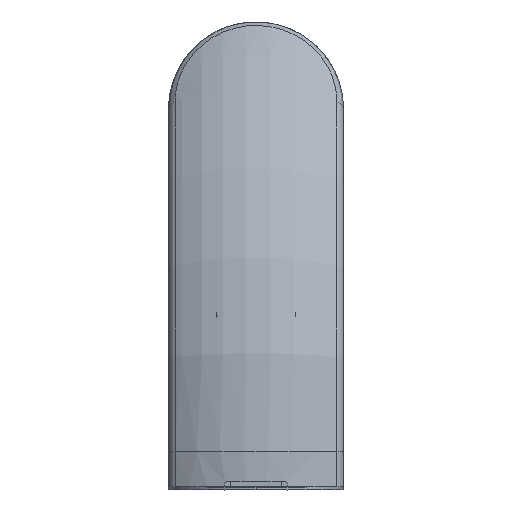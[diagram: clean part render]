
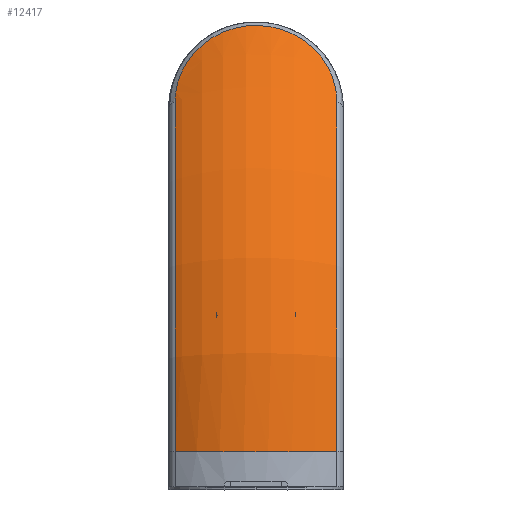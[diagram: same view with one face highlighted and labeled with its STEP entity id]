
A CAD part, top view. The second image highlights one B-rep face of the part: STEP entity #12417.
In plain terms, the highlighted toroidal (fillet/blend) face has major radius 59.774 mm and minor radius 21.982 mm.
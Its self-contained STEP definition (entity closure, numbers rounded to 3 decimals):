
#89 = ORIENTED_EDGE ( 'NONE', *, *, #5014, .T. ) ;
#127 = CARTESIAN_POINT ( 'NONE',  ( 4.998, 10.909, -27.916 ) ) ;
#177 = EDGE_CURVE ( 'NONE', #1636, #5780, #7358, .T. ) ;
#201 = CARTESIAN_POINT ( 'NONE',  ( 11.073, 4.227, -31.179 ) ) ;
#221 = CARTESIAN_POINT ( 'NONE',  ( 11.551, -48.923, -51.521 ) ) ;
#355 = CARTESIAN_POINT ( 'NONE',  ( 7.924, 9.02, -28.621 ) ) ;
#524 = EDGE_CURVE ( 'NONE', #11521, #15149, #2808, .T. ) ;
#528 = CARTESIAN_POINT ( 'NONE',  ( 11.551, 1.084, -33.524 ) ) ;
#1014 = CARTESIAN_POINT ( 'NONE',  ( -8.975, 7.949, -29.095 ) ) ;
#1189 = DIRECTION ( 'NONE',  ( 0., 1., 0. ) ) ;
#1256 = CARTESIAN_POINT ( 'NONE',  ( -3.128, 11.604, -27.691 ) ) ;
#1575 = CARTESIAN_POINT ( 'NONE',  ( 10.221, 6.133, -30.029 ) ) ;
#1636 = VERTEX_POINT ( 'NONE', #12171 ) ;
#1774 = DIRECTION ( 'NONE',  ( -1., 0., 0. ) ) ;
#1974 = ORIENTED_EDGE ( 'NONE', *, *, #13020, .T. ) ;
#2391 = CARTESIAN_POINT ( 'NONE',  ( -6.354, 10.176, -28.173 ) ) ;
#2561 = CARTESIAN_POINT ( 'NONE',  ( -0.379, 11.991, -27.575 ) ) ;
#2641 = CARTESIAN_POINT ( 'NONE',  ( 1.99, 11.831, -27.622 ) ) ;
#2808 = CIRCLE ( 'NONE', #16081, 78.476 ) ;
#3032 = CARTESIAN_POINT ( 'NONE',  ( 9.435, 7.343, -29.392 ) ) ;
#3419 = B_SPLINE_CURVE_WITH_KNOTS ( 'NONE', 3,
 ( #14701, #6132, #13639, #13470, #5966, #4998, #7272, #12256, #11028, #16007, #4839, #9793, #1014, #14864, #7519, #14779, #6214, #2391, #11111, #9962, #7349, #7438, #1256, #14951, #3784, #4922, #2561, #12503, #6290, #3862, #2641, #11272, #8826, #127, #10049, #15024, #13800, #8985, #355, #4180, #11350, #3032, #9148, #12581, #1575, #14119, #15184, #201, #9229, #13874, #7833, #528 ),
 .UNSPECIFIED., .F., .F.,
 ( 4, 2, 2, 2, 2, 2, 2, 2, 2, 2, 2, 2, 2, 2, 2, 2, 2, 2, 2, 2, 2, 2, 2, 2, 2, 4 ),
 ( 0., 0.002, 0.004, 0.005, 0.006, 0.007, 0.01, 0.011, 0.012, 0.013, 0.014, 0.017, 0.018, 0.019, 0.02, 0.021, 0.024, 0.025, 0.026, 0.029, 0.03, 0.031, 0.032, 0.033, 0.036, 0.038 ),
 .UNSPECIFIED. ) ;
#3497 = AXIS2_PLACEMENT_3D ( 'NONE', #14180, #6664, #7341 ) ;
#3784 = CARTESIAN_POINT ( 'NONE',  ( -1.566, 11.895, -27.603 ) ) ;
#3862 = CARTESIAN_POINT ( 'NONE',  ( 1.594, 11.891, -27.604 ) ) ;
#3990 = CIRCLE ( 'NONE', #11801, 21.982 ) ;
#4180 = CARTESIAN_POINT ( 'NONE',  ( 8.722, 8.205, -28.982 ) ) ;
#4514 = AXIS2_PLACEMENT_3D ( 'NONE', #5264, #1774, #13093 ) ;
#4839 = CARTESIAN_POINT ( 'NONE',  ( -10.033, 6.457, -29.851 ) ) ;
#4855 = CARTESIAN_POINT ( 'NONE',  ( -11.551, 1.084, -33.524 ) ) ;
#4922 = CARTESIAN_POINT ( 'NONE',  ( -0.774, 11.972, -27.58 ) ) ;
#4998 = CARTESIAN_POINT ( 'NONE',  ( -11.05, 4.244, -31.176 ) ) ;
#5014 = EDGE_CURVE ( 'NONE', #15149, #1636, #3419, .T. ) ;
#5264 = CARTESIAN_POINT ( 'NONE',  ( 11.551, -48.923, 26.956 ) ) ;
#5780 = VERTEX_POINT ( 'NONE', #221 ) ;
#5966 = CARTESIAN_POINT ( 'NONE',  ( -11.236, 3.604, -31.607 ) ) ;
#6132 = CARTESIAN_POINT ( 'NONE',  ( -11.551, 1.7, -33.015 ) ) ;
#6214 = CARTESIAN_POINT ( 'NONE',  ( -6.994, 9.744, -28.336 ) ) ;
#6290 = CARTESIAN_POINT ( 'NONE',  ( 0.806, 11.97, -27.581 ) ) ;
#6363 = FACE_OUTER_BOUND ( 'NONE', #13602, .T. ) ;
#6620 = CARTESIAN_POINT ( 'NONE',  ( -11.551, -48.923, 26.956 ) ) ;
#6664 = DIRECTION ( 'NONE',  ( 1., 0., 0. ) ) ;
#7160 = ORIENTED_EDGE ( 'NONE', *, *, #177, .T. ) ;
#7272 = CARTESIAN_POINT ( 'NONE',  ( -10.94, 4.563, -30.969 ) ) ;
#7341 = DIRECTION ( 'NONE',  ( 0., 0., -1. ) ) ;
#7349 = CARTESIAN_POINT ( 'NONE',  ( -4.973, 10.92, -27.912 ) ) ;
#7358 = CIRCLE ( 'NONE', #4514, 78.476 ) ;
#7438 = CARTESIAN_POINT ( 'NONE',  ( -3.881, 11.375, -27.762 ) ) ;
#7519 = CARTESIAN_POINT ( 'NONE',  ( -7.894, 9.021, -28.626 ) ) ;
#7703 = CARTESIAN_POINT ( 'NONE',  ( -11.551, -48.923, -51.521 ) ) ;
#7833 = CARTESIAN_POINT ( 'NONE',  ( 11.551, 1.699, -33.015 ) ) ;
#8452 = ORIENTED_EDGE ( 'NONE', *, *, #524, .T. ) ;
#8826 = CARTESIAN_POINT ( 'NONE',  ( 3.911, 11.364, -27.765 ) ) ;
#8977 = TOROIDAL_SURFACE ( 'NONE', #3497, 59.774, 21.982 ) ;
#8985 = CARTESIAN_POINT ( 'NONE',  ( 7.337, 9.51, -28.425 ) ) ;
#9148 = CARTESIAN_POINT ( 'NONE',  ( 9.649, 7.047, -29.541 ) ) ;
#9157 = DIRECTION ( 'NONE',  ( 1., 0., 0. ) ) ;
#9229 = CARTESIAN_POINT ( 'NONE',  ( 11.254, 3.592, -31.608 ) ) ;
#9793 = CARTESIAN_POINT ( 'NONE',  ( -9.437, 7.371, -29.371 ) ) ;
#9962 = CARTESIAN_POINT ( 'NONE',  ( -5.332, 10.749, -27.97 ) ) ;
#10049 = CARTESIAN_POINT ( 'NONE',  ( 5.354, 10.738, -27.974 ) ) ;
#10386 = DIRECTION ( 'NONE',  ( 0., 0., -1. ) ) ;
#11028 = CARTESIAN_POINT ( 'NONE',  ( -10.542, 5.514, -30.384 ) ) ;
#11111 = CARTESIAN_POINT ( 'NONE',  ( -6.021, 10.378, -28.101 ) ) ;
#11272 = CARTESIAN_POINT ( 'NONE',  ( 3.16, 11.595, -27.694 ) ) ;
#11350 = CARTESIAN_POINT ( 'NONE',  ( 8.973, 7.921, -29.113 ) ) ;
#11521 = VERTEX_POINT ( 'NONE', #7703 ) ;
#11801 = AXIS2_PLACEMENT_3D ( 'NONE', #12353, #1189, #16097 ) ;
#12171 = CARTESIAN_POINT ( 'NONE',  ( 11.551, 1.084, -33.524 ) ) ;
#12256 = CARTESIAN_POINT ( 'NONE',  ( -10.686, 5.198, -30.573 ) ) ;
#12353 = CARTESIAN_POINT ( 'NONE',  ( 0., -48.923, -32.818 ) ) ;
#12417 = ADVANCED_FACE ( 'NONE', ( #6363 ), #8977, .T. ) ;
#12503 = CARTESIAN_POINT ( 'NONE',  ( 0.411, 11.99, -27.575 ) ) ;
#12581 = CARTESIAN_POINT ( 'NONE',  ( 10.042, 6.442, -29.86 ) ) ;
#13020 = EDGE_CURVE ( 'NONE', #5780, #11521, #3990, .T. ) ;
#13093 = DIRECTION ( 'NONE',  ( 0., 0., 1. ) ) ;
#13470 = CARTESIAN_POINT ( 'NONE',  ( -11.313, 3.282, -31.833 ) ) ;
#13602 = EDGE_LOOP ( 'NONE', ( #1974, #8452, #89, #7160 ) ) ;
#13639 = CARTESIAN_POINT ( 'NONE',  ( -11.495, 2.326, -32.527 ) ) ;
#13800 = CARTESIAN_POINT ( 'NONE',  ( 6.379, 10.16, -28.179 ) ) ;
#13874 = CARTESIAN_POINT ( 'NONE',  ( 11.494, 2.33, -32.525 ) ) ;
#14119 = CARTESIAN_POINT ( 'NONE',  ( 10.547, 5.503, -30.391 ) ) ;
#14180 = CARTESIAN_POINT ( 'NONE',  ( 0., -48.923, 26.956 ) ) ;
#14701 = CARTESIAN_POINT ( 'NONE',  ( -11.551, 1.084, -33.524 ) ) ;
#14779 = CARTESIAN_POINT ( 'NONE',  ( -7.302, 9.513, -28.426 ) ) ;
#14864 = CARTESIAN_POINT ( 'NONE',  ( -8.178, 8.759, -28.737 ) ) ;
#14951 = CARTESIAN_POINT ( 'NONE',  ( -1.963, 11.836, -27.621 ) ) ;
#15024 = CARTESIAN_POINT ( 'NONE',  ( 6.047, 10.363, -28.106 ) ) ;
#15149 = VERTEX_POINT ( 'NONE', #4855 ) ;
#15184 = CARTESIAN_POINT ( 'NONE',  ( 10.693, 5.182, -30.583 ) ) ;
#16007 = CARTESIAN_POINT ( 'NONE',  ( -10.216, 6.143, -30.023 ) ) ;
#16081 = AXIS2_PLACEMENT_3D ( 'NONE', #6620, #9157, #10386 ) ;
#16097 = DIRECTION ( 'NONE',  ( 0., 0., 1. ) ) ;
